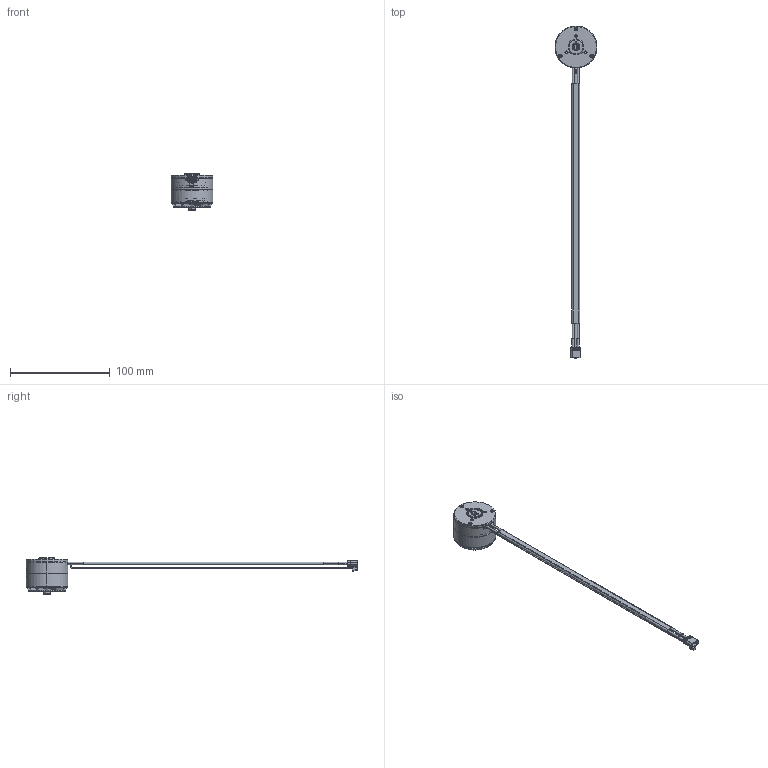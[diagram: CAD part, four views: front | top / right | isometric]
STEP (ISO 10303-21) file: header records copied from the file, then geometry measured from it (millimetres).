
FILE_DESCRIPTION (( 'STEP AP203' ), '1' );
FILE_NAME ('GM3510.STEP', '2017-12-29T02:20:55', ( '' ), ( '' ), 'SwSTEP 2.0', 'SolidWorks 2016', '' );
FILE_SCHEMA (( 'CONFIG_CONTROL_DESIGN' ));
Length unit declared in the file: millimetre
Products named in the file (1): GM3510
Bounding box: 42 x 332.46 x 36.2 mm (x, y, z)
Volume: 17945.1 mm3; surface area: 31572.2 mm2
Topology: 13 solids, 13 shells, 1752 faces, 4700 edges, 3080 vertices
Faces by surface type: plane 858, cylinder 481, bspline 266, cone 109, torus 38
Entity records: 81176 total; most frequent: CARTESIAN_POINT 38378, ORIENTED_EDGE 9396, DIRECTION 8173, EDGE_CURVE 4698, VERTEX_POINT 3080, AXIS2_PLACEMENT_3D 2841, VECTOR 2491, LINE 2491
